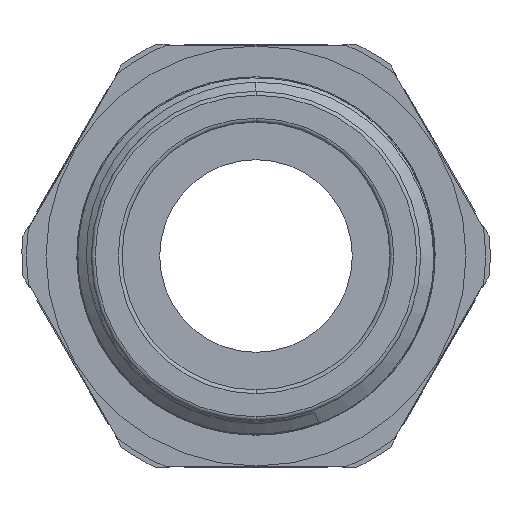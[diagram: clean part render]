
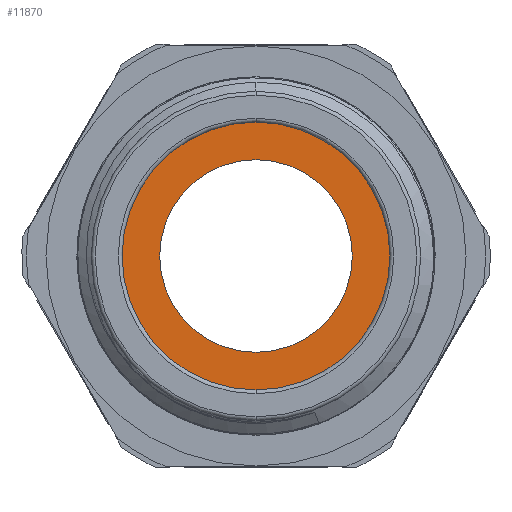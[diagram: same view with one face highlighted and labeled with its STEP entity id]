
A CAD part, front view. The second image highlights one B-rep face of the part: STEP entity #11870.
In plain terms, the highlighted planar face has unit normal (0, -1, 0).
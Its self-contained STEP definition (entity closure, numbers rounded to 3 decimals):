
#171 = CARTESIAN_POINT ( 'NONE',  ( 0., 0., -5. ) ) ;
#400 = ORIENTED_EDGE ( 'NONE', *, *, #11571, .T. ) ;
#605 = CIRCLE ( 'NONE', #5689, 5. ) ;
#1173 = FACE_BOUND ( 'NONE', #11377, .T. ) ;
#1191 = CARTESIAN_POINT ( 'NONE',  ( 0., 0., 0. ) ) ;
#1472 = DIRECTION ( 'NONE',  ( 0., 1., 0. ) ) ;
#2068 = CARTESIAN_POINT ( 'NONE',  ( 0., 0., 6.95 ) ) ;
#2145 = EDGE_CURVE ( 'NONE', #10273, #2463, #11227, .T. ) ;
#2289 = CIRCLE ( 'NONE', #11197, 5. ) ;
#2463 = VERTEX_POINT ( 'NONE', #13468 ) ;
#2480 = DIRECTION ( 'NONE',  ( 0., 1., 0. ) ) ;
#2682 = DIRECTION ( 'NONE',  ( 0., 1., 0. ) ) ;
#2778 = AXIS2_PLACEMENT_3D ( 'NONE', #1191, #2682, #9789 ) ;
#2805 = ORIENTED_EDGE ( 'NONE', *, *, #2145, .F. ) ;
#4474 = DIRECTION ( 'NONE',  ( 0., 1., 0. ) ) ;
#4825 = CARTESIAN_POINT ( 'NONE',  ( 0., 0., 0. ) ) ;
#5689 = AXIS2_PLACEMENT_3D ( 'NONE', #13381, #2480, #12272 ) ;
#6330 = DIRECTION ( 'NONE',  ( 0., 0., 1. ) ) ;
#6596 = EDGE_CURVE ( 'NONE', #9887, #9614, #605, .T. ) ;
#6720 = CARTESIAN_POINT ( 'NONE',  ( 0., 0., 5. ) ) ;
#8668 = AXIS2_PLACEMENT_3D ( 'NONE', #9134, #13971, #9054 ) ;
#9054 = DIRECTION ( 'NONE',  ( 0., 0., 1. ) ) ;
#9134 = CARTESIAN_POINT ( 'NONE',  ( 0., 0., 0. ) ) ;
#9614 = VERTEX_POINT ( 'NONE', #6720 ) ;
#9659 = CIRCLE ( 'NONE', #2778, 6.95 ) ;
#9789 = DIRECTION ( 'NONE',  ( 0., 0., 1. ) ) ;
#9887 = VERTEX_POINT ( 'NONE', #171 ) ;
#10273 = VERTEX_POINT ( 'NONE', #2068 ) ;
#10443 = CARTESIAN_POINT ( 'NONE',  ( 0., 0., 0. ) ) ;
#10887 = PLANE ( 'NONE',  #12415 ) ;
#11137 = ORIENTED_EDGE ( 'NONE', *, *, #6596, .T. ) ;
#11197 = AXIS2_PLACEMENT_3D ( 'NONE', #10443, #4474, #11797 ) ;
#11227 = CIRCLE ( 'NONE', #8668, 6.95 ) ;
#11329 = ORIENTED_EDGE ( 'NONE', *, *, #13384, .F. ) ;
#11350 = EDGE_LOOP ( 'NONE', ( #2805, #11329 ) ) ;
#11377 = EDGE_LOOP ( 'NONE', ( #400, #11137 ) ) ;
#11571 = EDGE_CURVE ( 'NONE', #9614, #9887, #2289, .T. ) ;
#11797 = DIRECTION ( 'NONE',  ( 0., 0., 1. ) ) ;
#11870 = ADVANCED_FACE ( 'NONE', ( #1173, #13557 ), #10887, .F. ) ;
#12272 = DIRECTION ( 'NONE',  ( 0., 0., 1. ) ) ;
#12415 = AXIS2_PLACEMENT_3D ( 'NONE', #4825, #1472, #6330 ) ;
#13381 = CARTESIAN_POINT ( 'NONE',  ( 0., 0., 0. ) ) ;
#13384 = EDGE_CURVE ( 'NONE', #2463, #10273, #9659, .T. ) ;
#13468 = CARTESIAN_POINT ( 'NONE',  ( 0., 0., -6.95 ) ) ;
#13557 = FACE_OUTER_BOUND ( 'NONE', #11350, .T. ) ;
#13971 = DIRECTION ( 'NONE',  ( 0., 1., 0. ) ) ;
